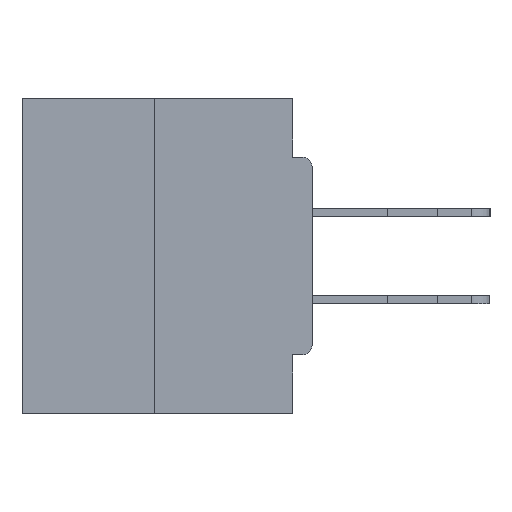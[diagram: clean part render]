
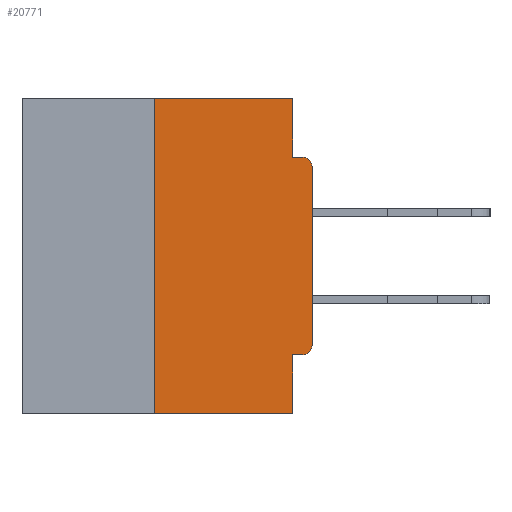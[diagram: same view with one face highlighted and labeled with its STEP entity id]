
A CAD part, left-side view. The second image highlights one B-rep face of the part: STEP entity #20771.
In plain terms, the highlighted planar face has unit normal (-1, 0, 0).
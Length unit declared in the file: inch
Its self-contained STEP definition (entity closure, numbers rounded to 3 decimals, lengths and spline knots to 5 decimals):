
#1238 = EDGE_CURVE ( 'NONE', #30282, #27374, #4300, .T. ) ;
#2103 = DIRECTION ( 'NONE',  ( 0., 0., -1. ) ) ;
#2419 = DIRECTION ( 'NONE',  ( 0., 0., -1. ) ) ;
#2462 = CARTESIAN_POINT ( 'NONE',  ( 0., 0.46, -0.5 ) ) ;
#2683 = CARTESIAN_POINT ( 'NONE',  ( 0., 0.031, 0. ) ) ;
#3473 = ORIENTED_EDGE ( 'NONE', *, *, #6090, .F. ) ;
#3530 = CARTESIAN_POINT ( 'NONE',  ( 0., 0.46, 0. ) ) ;
#3646 = AXIS2_PLACEMENT_3D ( 'NONE', #14274, #29396, #35499 ) ;
#3886 = CARTESIAN_POINT ( 'NONE',  ( 0., 0.031, -0.5 ) ) ;
#3961 = ORIENTED_EDGE ( 'NONE', *, *, #4718, .F. ) ;
#3979 = VERTEX_POINT ( 'NONE', #4154 ) ;
#4154 = CARTESIAN_POINT ( 'NONE',  ( 0., 0., -0.3915 ) ) ;
#4300 = CIRCLE ( 'NONE', #14962, 0.015 ) ;
#4613 = DIRECTION ( 'NONE',  ( 0., 0., 1. ) ) ;
#4718 = EDGE_CURVE ( 'NONE', #28572, #21747, #4754, .T. ) ;
#4754 = LINE ( 'NONE', #10888, #22571 ) ;
#5178 = VERTEX_POINT ( 'NONE', #9104 ) ;
#6090 = EDGE_CURVE ( 'NONE', #36387, #5178, #24856, .T. ) ;
#6291 = LINE ( 'NONE', #2462, #33345 ) ;
#6787 = LINE ( 'NONE', #10781, #29308 ) ;
#6929 = VERTEX_POINT ( 'NONE', #23596 ) ;
#6978 = DIRECTION ( 'NONE',  ( -1., 0., 0. ) ) ;
#7364 = ORIENTED_EDGE ( 'NONE', *, *, #17797, .F. ) ;
#8786 = VERTEX_POINT ( 'NONE', #12089 ) ;
#9104 = CARTESIAN_POINT ( 'NONE',  ( 0., 0.031, -0.0935 ) ) ;
#10590 = DIRECTION ( 'NONE',  ( 1., 0., 0. ) ) ;
#10781 = CARTESIAN_POINT ( 'NONE',  ( 0., 0., 0. ) ) ;
#10838 = PLANE ( 'NONE',  #13695 ) ;
#10888 = CARTESIAN_POINT ( 'NONE',  ( 0., 0., -0.4065 ) ) ;
#11161 = CARTESIAN_POINT ( 'NONE',  ( 0., 0.031, 0. ) ) ;
#11325 = CARTESIAN_POINT ( 'NONE',  ( 0., 0., -0.1085 ) ) ;
#11333 = ORIENTED_EDGE ( 'NONE', *, *, #33687, .T. ) ;
#11544 = VECTOR ( 'NONE', #2419, 39.37008 ) ;
#11684 = ORIENTED_EDGE ( 'NONE', *, *, #22754, .F. ) ;
#11845 = VECTOR ( 'NONE', #31026, 39.37008 ) ;
#11849 = DIRECTION ( 'NONE',  ( 0., 0., -1. ) ) ;
#12089 = CARTESIAN_POINT ( 'NONE',  ( 0., 0.25, -0.5 ) ) ;
#12370 = EDGE_CURVE ( 'NONE', #28572, #3979, #22402, .T. ) ;
#12848 = CARTESIAN_POINT ( 'NONE',  ( 0., 0.015, -0.0935 ) ) ;
#13396 = ORIENTED_EDGE ( 'NONE', *, *, #1238, .T. ) ;
#13695 = AXIS2_PLACEMENT_3D ( 'NONE', #37359, #10590, #2103 ) ;
#14274 = CARTESIAN_POINT ( 'NONE',  ( 0., 0.015, -0.3915 ) ) ;
#14962 = AXIS2_PLACEMENT_3D ( 'NONE', #21669, #6978, #30345 ) ;
#15715 = LINE ( 'NONE', #28219, #22955 ) ;
#16513 = LINE ( 'NONE', #3530, #27971 ) ;
#16991 = CARTESIAN_POINT ( 'NONE',  ( 0., 0.031, -0.5 ) ) ;
#17797 = EDGE_CURVE ( 'NONE', #21747, #33571, #26413, .T. ) ;
#17878 = ORIENTED_EDGE ( 'NONE', *, *, #12370, .T. ) ;
#18735 = DIRECTION ( 'NONE',  ( 0., -1., 0. ) ) ;
#19576 = CARTESIAN_POINT ( 'NONE',  ( 0., 0., -0.0935 ) ) ;
#20771 = ADVANCED_FACE ( 'NONE', ( #34174 ), #10838, .F. ) ;
#21669 = CARTESIAN_POINT ( 'NONE',  ( 0., 0.015, -0.1085 ) ) ;
#21747 = VERTEX_POINT ( 'NONE', #28116 ) ;
#22402 = CIRCLE ( 'NONE', #3646, 0.015 ) ;
#22571 = VECTOR ( 'NONE', #28213, 39.37008 ) ;
#22754 = EDGE_CURVE ( 'NONE', #8786, #6929, #15715, .T. ) ;
#22955 = VECTOR ( 'NONE', #4613, 39.37008 ) ;
#23596 = CARTESIAN_POINT ( 'NONE',  ( 0., 0.25, 0. ) ) ;
#23666 = EDGE_CURVE ( 'NONE', #6929, #36387, #16513, .T. ) ;
#24024 = CARTESIAN_POINT ( 'NONE',  ( 0., 0.015, -0.4065 ) ) ;
#24649 = EDGE_LOOP ( 'NONE', ( #28740, #11684, #27053, #7364, #3961, #17878, #11333, #13396, #36643, #3473 ) ) ;
#24856 = LINE ( 'NONE', #2683, #11544 ) ;
#24936 = EDGE_CURVE ( 'NONE', #5178, #27374, #26073, .T. ) ;
#26073 = LINE ( 'NONE', #19576, #11845 ) ;
#26084 = EDGE_CURVE ( 'NONE', #8786, #33571, #6291, .T. ) ;
#26413 = LINE ( 'NONE', #16991, #36463 ) ;
#27053 = ORIENTED_EDGE ( 'NONE', *, *, #26084, .T. ) ;
#27374 = VERTEX_POINT ( 'NONE', #12848 ) ;
#27971 = VECTOR ( 'NONE', #18735, 39.37008 ) ;
#28116 = CARTESIAN_POINT ( 'NONE',  ( 0., 0.031, -0.4065 ) ) ;
#28213 = DIRECTION ( 'NONE',  ( 0., 1., 0. ) ) ;
#28219 = CARTESIAN_POINT ( 'NONE',  ( 0., 0.25, 0. ) ) ;
#28572 = VERTEX_POINT ( 'NONE', #24024 ) ;
#28740 = ORIENTED_EDGE ( 'NONE', *, *, #23666, .F. ) ;
#29308 = VECTOR ( 'NONE', #31197, 39.37008 ) ;
#29396 = DIRECTION ( 'NONE',  ( -1., 0., 0. ) ) ;
#30282 = VERTEX_POINT ( 'NONE', #11325 ) ;
#30345 = DIRECTION ( 'NONE',  ( 0., 0., -1. ) ) ;
#31026 = DIRECTION ( 'NONE',  ( 0., -1., 0. ) ) ;
#31197 = DIRECTION ( 'NONE',  ( 0., 0., 1. ) ) ;
#33345 = VECTOR ( 'NONE', #34914, 39.37008 ) ;
#33571 = VERTEX_POINT ( 'NONE', #3886 ) ;
#33687 = EDGE_CURVE ( 'NONE', #3979, #30282, #6787, .T. ) ;
#34174 = FACE_OUTER_BOUND ( 'NONE', #24649, .T. ) ;
#34914 = DIRECTION ( 'NONE',  ( 0., -1., 0. ) ) ;
#35499 = DIRECTION ( 'NONE',  ( 0., 0., -1. ) ) ;
#36387 = VERTEX_POINT ( 'NONE', #11161 ) ;
#36463 = VECTOR ( 'NONE', #11849, 39.37008 ) ;
#36643 = ORIENTED_EDGE ( 'NONE', *, *, #24936, .F. ) ;
#37359 = CARTESIAN_POINT ( 'NONE',  ( 0., 0.46, 0. ) ) ;
